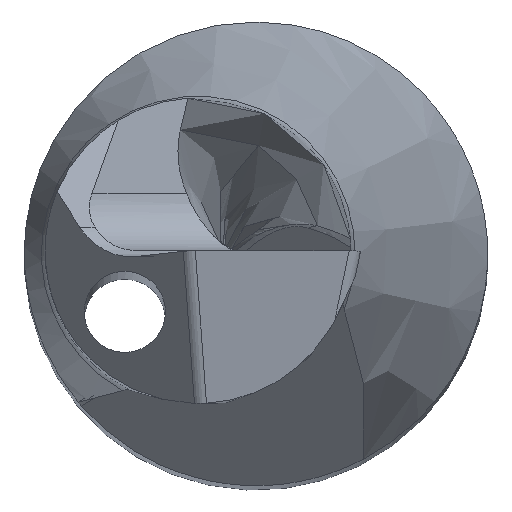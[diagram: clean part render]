
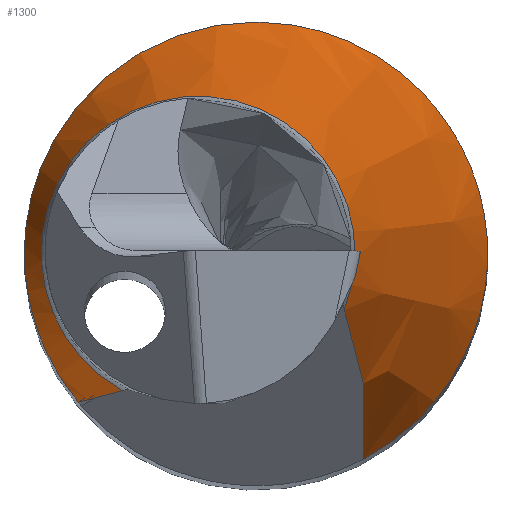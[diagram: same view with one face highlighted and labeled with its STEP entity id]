
A CAD part, top view. The second image highlights one B-rep face of the part: STEP entity #1300.
In plain terms, the highlighted conical face has half-angle 15 degrees and reference radius 1.32 mm.
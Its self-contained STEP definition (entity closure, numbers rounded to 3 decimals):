
#61 = EDGE_CURVE ( 'NONE', #82, #1235, #326, .T. ) ;
#81 = CARTESIAN_POINT ( 'NONE',  ( -1.454, -1.264, 25.814 ) ) ;
#82 = VERTEX_POINT ( 'NONE', #963 ) ;
#99 = CARTESIAN_POINT ( 'NONE',  ( 0.985, -1.342, 24.352 ) ) ;
#100 = CARTESIAN_POINT ( 'NONE',  ( -1.574, 1.238, 25.621 ) ) ;
#102 = CARTESIAN_POINT ( 'NONE',  ( -1.347, -1.249, 26.099 ) ) ;
#110 = CARTESIAN_POINT ( 'NONE',  ( 1.797, 0.904, 22.548 ) ) ;
#121 = CARTESIAN_POINT ( 'NONE',  ( -1.315, 1.51, 25.332 ) ) ;
#127 = CARTESIAN_POINT ( 'NONE',  ( -0.124, 2.004, 24.143 ) ) ;
#135 = CARTESIAN_POINT ( 'NONE',  ( 1.973, 0.349, 22.416 ) ) ;
#182 = EDGE_CURVE ( 'NONE', #1235, #1129, #1012, .T. ) ;
#185 = CIRCLE ( 'NONE', #1407, 1.354 ) ;
#195 = DIRECTION ( 'NONE',  ( 1., 0., 0. ) ) ;
#202 = CARTESIAN_POINT ( 'NONE',  ( -0.5, 0., 26.673 ) ) ;
#240 = CARTESIAN_POINT ( 'NONE',  ( -1.999, 0.14, 26.126 ) ) ;
#247 = CARTESIAN_POINT ( 'NONE',  ( -1.104, 1.677, 25.105 ) ) ;
#254 = CARTESIAN_POINT ( 'NONE',  ( -0.954, 1.767, 24.948 ) ) ;
#308 = FACE_OUTER_BOUND ( 'NONE', #1167, .T. ) ;
#318 = ORIENTED_EDGE ( 'NONE', *, *, #182, .T. ) ;
#326 = B_SPLINE_CURVE_WITH_KNOTS ( 'NONE', 3,
 ( #1169, #1504, #466, #460, #832, #567, #1391, #820, #371, #942, #135, #1080, #110, #1297, #1281, #1177, #1396, #1383, #825, #1414, #127, #1184, #1189, #254, #247, #121, #726, #1160, #100, #586, #449, #1067, #592, #1520, #1288, #240, #1074, #1526, #730, #844, #607, #1307 ),
 .UNSPECIFIED., .F., .F.,
 ( 4, 2, 2, 2, 2, 2, 2, 2, 2, 2, 2, 2, 2, 2, 2, 2, 2, 2, 2, 2, 4 ),
 ( 0.002, 0.003, 0.003, 0.004, 0.004, 0.005, 0.005, 0.006, 0.007, 0.007, 0.008, 0.009, 0.01, 0.01, 0.01, 0.011, 0.011, 0.011, 0.012, 0.012, 0.013 ),
 .UNSPECIFIED. ) ;
#355 = CARTESIAN_POINT ( 'NONE',  ( -1.246, -1.223, 26.385 ) ) ;
#358 = CARTESIAN_POINT ( 'NONE',  ( -1.484, -1.269, 25.735 ) ) ;
#371 = CARTESIAN_POINT ( 'NONE',  ( 2.004, -0.004, 22.394 ) ) ;
#448 = DIRECTION ( 'NONE',  ( 0., 0., -1. ) ) ;
#449 = CARTESIAN_POINT ( 'NONE',  ( -1.741, 0.99, 25.815 ) ) ;
#459 = CARTESIAN_POINT ( 'NONE',  ( -1.533, -1.284, 25.575 ) ) ;
#460 = CARTESIAN_POINT ( 'NONE',  ( 1.552, -1.278, 22.736 ) ) ;
#466 = CARTESIAN_POINT ( 'NONE',  ( 1.259, -1.568, 22.966 ) ) ;
#469 = CARTESIAN_POINT ( 'NONE',  ( -1.533, -1.284, 25.575 ) ) ;
#472 = ORIENTED_EDGE ( 'NONE', *, *, #1223, .F. ) ;
#481 =( BOUNDED_CURVE ( )  B_SPLINE_CURVE ( 3, ( #558, #99, #1041, #1495 ),
 .UNSPECIFIED., .F., .T. ) 
 B_SPLINE_CURVE_WITH_KNOTS ( ( 4, 4 ),
 ( 1.195, 1.929 ),
 .UNSPECIFIED. ) 
 CURVE ( )  GEOMETRIC_REPRESENTATION_ITEM ( )  RATIONAL_B_SPLINE_CURVE ( ( 1., 0.956, 0.956, 1. ) ) 
 REPRESENTATION_ITEM ( '' )  );
#558 = CARTESIAN_POINT ( 'NONE',  ( 0.925, -1.773, 23.237 ) ) ;
#567 = CARTESIAN_POINT ( 'NONE',  ( 1.886, -0.703, 22.481 ) ) ;
#568 = EDGE_CURVE ( 'NONE', #1129, #1014, #638, .T. ) ;
#586 = CARTESIAN_POINT ( 'NONE',  ( -1.688, 1.077, 25.753 ) ) ;
#592 = CARTESIAN_POINT ( 'NONE',  ( -1.877, 0.7, 25.977 ) ) ;
#607 = CARTESIAN_POINT ( 'NONE',  ( -1.656, -1.137, 25.714 ) ) ;
#638 = B_SPLINE_CURVE_WITH_KNOTS ( 'NONE', 3,
 ( #81, #102, #355, #1406 ),
 .UNSPECIFIED., .F., .F.,
 ( 4, 4 ),
 ( 0., 0.001 ),
 .UNSPECIFIED. ) ;
#672 = CARTESIAN_POINT ( 'NONE',  ( -0.5, 0., 26.8 ) ) ;
#726 = CARTESIAN_POINT ( 'NONE',  ( -1.382, 1.448, 25.406 ) ) ;
#730 = CARTESIAN_POINT ( 'NONE',  ( -1.93, -0.565, 26.042 ) ) ;
#788 = DIRECTION ( 'NONE',  ( 1., 0., 0. ) ) ;
#820 = CARTESIAN_POINT ( 'NONE',  ( 2., -0.125, 22.397 ) ) ;
#825 = CARTESIAN_POINT ( 'NONE',  ( 0.407, 1.966, 23.671 ) ) ;
#832 = CARTESIAN_POINT ( 'NONE',  ( 1.684, -1.102, 22.635 ) ) ;
#844 = CARTESIAN_POINT ( 'NONE',  ( -1.766, -0.963, 25.843 ) ) ;
#880 = ORIENTED_EDGE ( 'NONE', *, *, #1170, .T. ) ;
#942 = CARTESIAN_POINT ( 'NONE',  ( 1.99, 0.232, 22.404 ) ) ;
#946 = CARTESIAN_POINT ( 'NONE',  ( -1.511, -1.275, 25.656 ) ) ;
#963 = CARTESIAN_POINT ( 'NONE',  ( 0.925, -1.773, 23.237 ) ) ;
#977 = CARTESIAN_POINT ( 'NONE',  ( -1.454, -1.264, 25.814 ) ) ;
#1012 = B_SPLINE_CURVE_WITH_KNOTS ( 'NONE', 3,
 ( #469, #946, #358, #1250 ),
 .UNSPECIFIED., .F., .F.,
 ( 4, 4 ),
 ( 0., 0. ),
 .UNSPECIFIED. ) ;
#1014 = VERTEX_POINT ( 'NONE', #1386 ) ;
#1041 = CARTESIAN_POINT ( 'NONE',  ( 0.928, -0.895, 25.55 ) ) ;
#1051 = VERTEX_POINT ( 'NONE', #1209 ) ;
#1058 = ORIENTED_EDGE ( 'NONE', *, *, #568, .T. ) ;
#1061 = AXIS2_PLACEMENT_3D ( 'NONE', #672, #448, #788 ) ;
#1067 = CARTESIAN_POINT ( 'NONE',  ( -1.835, 0.802, 25.927 ) ) ;
#1074 = CARTESIAN_POINT ( 'NONE',  ( -2.003, 0.023, 26.132 ) ) ;
#1080 = CARTESIAN_POINT ( 'NONE',  ( 1.891, 0.692, 22.478 ) ) ;
#1129 = VERTEX_POINT ( 'NONE', #977 ) ;
#1160 = CARTESIAN_POINT ( 'NONE',  ( -1.512, 1.313, 25.55 ) ) ;
#1167 = EDGE_LOOP ( 'NONE', ( #1058, #880, #472, #1511, #318 ) ) ;
#1169 = CARTESIAN_POINT ( 'NONE',  ( 0.925, -1.773, 23.237 ) ) ;
#1170 = EDGE_CURVE ( 'NONE', #1014, #1051, #185, .T. ) ;
#1177 = CARTESIAN_POINT ( 'NONE',  ( 1.1, 1.682, 23.093 ) ) ;
#1184 = CARTESIAN_POINT ( 'NONE',  ( -0.466, 1.953, 24.464 ) ) ;
#1189 = CARTESIAN_POINT ( 'NONE',  ( -0.632, 1.906, 24.625 ) ) ;
#1209 = CARTESIAN_POINT ( 'NONE',  ( 0.762, -0.49, 26.673 ) ) ;
#1223 = EDGE_CURVE ( 'NONE', #82, #1051, #481, .T. ) ;
#1235 = VERTEX_POINT ( 'NONE', #459 ) ;
#1250 = CARTESIAN_POINT ( 'NONE',  ( -1.454, -1.264, 25.814 ) ) ;
#1281 = CARTESIAN_POINT ( 'NONE',  ( 1.413, 1.43, 22.844 ) ) ;
#1288 = CARTESIAN_POINT ( 'NONE',  ( -1.968, 0.373, 26.089 ) ) ;
#1297 = CARTESIAN_POINT ( 'NONE',  ( 1.558, 1.273, 22.731 ) ) ;
#1300 = ADVANCED_FACE ( 'NONE', ( #308 ), #1328, .T. ) ;
#1307 = CARTESIAN_POINT ( 'NONE',  ( -1.533, -1.284, 25.575 ) ) ;
#1328 = CONICAL_SURFACE ( 'NONE', #1061, 1.32, 0.262 ) ;
#1383 = CARTESIAN_POINT ( 'NONE',  ( 0.583, 1.922, 23.521 ) ) ;
#1386 = CARTESIAN_POINT ( 'NONE',  ( -1.152, -1.187, 26.673 ) ) ;
#1391 = CARTESIAN_POINT ( 'NONE',  ( 1.957, -0.475, 22.428 ) ) ;
#1396 = CARTESIAN_POINT ( 'NONE',  ( 0.931, 1.78, 23.23 ) ) ;
#1406 = CARTESIAN_POINT ( 'NONE',  ( -1.152, -1.187, 26.673 ) ) ;
#1407 = AXIS2_PLACEMENT_3D ( 'NONE', #202, #1512, #195 ) ;
#1414 = CARTESIAN_POINT ( 'NONE',  ( 0.054, 2.007, 23.982 ) ) ;
#1495 = CARTESIAN_POINT ( 'NONE',  ( 0.762, -0.49, 26.673 ) ) ;
#1504 = CARTESIAN_POINT ( 'NONE',  ( 1.094, -1.685, 23.098 ) ) ;
#1511 = ORIENTED_EDGE ( 'NONE', *, *, #61, .T. ) ;
#1512 = DIRECTION ( 'NONE',  ( 0., 0., -1. ) ) ;
#1520 = CARTESIAN_POINT ( 'NONE',  ( -1.943, 0.488, 26.057 ) ) ;
#1526 = CARTESIAN_POINT ( 'NONE',  ( -1.986, -0.335, 26.111 ) ) ;
